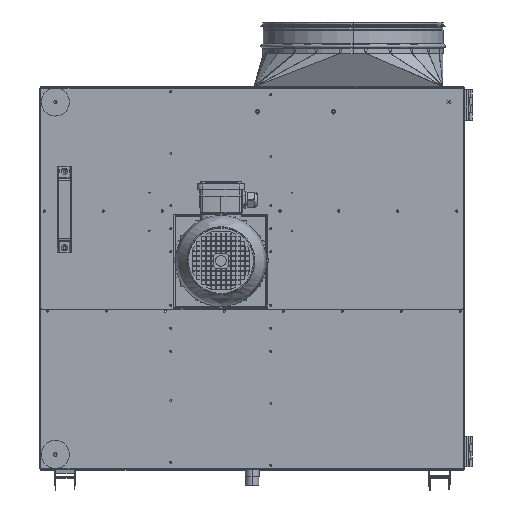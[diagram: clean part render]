
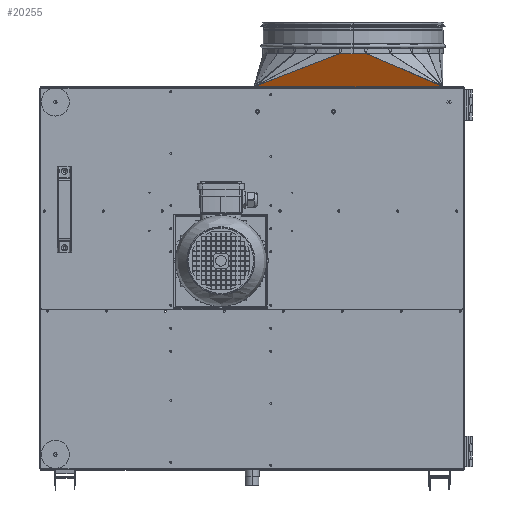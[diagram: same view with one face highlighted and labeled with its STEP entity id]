
A CAD part, top view. The second image highlights one B-rep face of the part: STEP entity #20255.
In plain terms, the highlighted planar face has unit normal (0, -0.472, 0.881).
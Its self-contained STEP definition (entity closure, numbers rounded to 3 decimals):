
#1470 = CARTESIAN_POINT ( 'NONE',  ( 373.815, 375.74, 320. ) ) ;
#2853 = DIRECTION ( 'NONE',  ( 0., 0.881, 0.473 ) ) ;
#5557 = CARTESIAN_POINT ( 'NONE',  ( 3.715, 375.74, 320. ) ) ;
#6478 = CARTESIAN_POINT ( 'NONE',  ( 171.42, 440.24, 354.582 ) ) ;
#7060 = EDGE_CURVE ( 'NONE', #26395, #51720, #108595, .T. ) ;
#10863 = DIRECTION ( 'NONE',  ( -1., 0., 0. ) ) ;
#16096 = ORIENTED_EDGE ( 'NONE', *, *, #89861, .F. ) ;
#17072 = ORIENTED_EDGE ( 'NONE', *, *, #58111, .F. ) ;
#20177 = VERTEX_POINT ( 'NONE', #103734 ) ;
#20255 = ADVANCED_FACE ( 'NONE', ( #85272 ), #49402, .T. ) ;
#21875 = VERTEX_POINT ( 'NONE', #59652 ) ;
#22585 = CARTESIAN_POINT ( 'NONE',  ( 373.815, 375.74, 320. ) ) ;
#24339 = DIRECTION ( 'NONE',  ( -1., 0., 0. ) ) ;
#26395 = VERTEX_POINT ( 'NONE', #6478 ) ;
#30975 = ORIENTED_EDGE ( 'NONE', *, *, #110916, .F. ) ;
#34049 = VECTOR ( 'NONE', #80353, 1000. ) ;
#36017 = CARTESIAN_POINT ( 'NONE',  ( 372.755, 375.74, 320. ) ) ;
#36674 = VERTEX_POINT ( 'NONE', #86397 ) ;
#36860 = AXIS2_PLACEMENT_3D ( 'NONE', #114699, #58813, #2853 ) ;
#42009 = ORIENTED_EDGE ( 'NONE', *, *, #7060, .T. ) ;
#43829 = DIRECTION ( 'NONE',  ( 0.899, -0.387, -0.207 ) ) ;
#48142 = VECTOR ( 'NONE', #43829, 1000. ) ;
#49402 = PLANE ( 'NONE',  #36860 ) ;
#51518 = VECTOR ( 'NONE', #10863, 1000. ) ;
#51617 = LINE ( 'NONE', #100580, #98392 ) ;
#51633 = DIRECTION ( 'NONE',  ( -1., 0., 0. ) ) ;
#51720 = VERTEX_POINT ( 'NONE', #71287 ) ;
#52144 = VERTEX_POINT ( 'NONE', #68306 ) ;
#52976 = VECTOR ( 'NONE', #24339, 1000. ) ;
#53134 = VERTEX_POINT ( 'NONE', #36017 ) ;
#53974 = DIRECTION ( 'NONE',  ( -1., 0., 0. ) ) ;
#58111 = EDGE_CURVE ( 'NONE', #21875, #51720, #60582, .T. ) ;
#58813 = DIRECTION ( 'NONE',  ( 0., -0.473, 0.881 ) ) ;
#59652 = CARTESIAN_POINT ( 'NONE',  ( 4.545, 375.74, 320. ) ) ;
#60206 = ORIENTED_EDGE ( 'NONE', *, *, #85401, .F. ) ;
#60412 = VECTOR ( 'NONE', #74057, 1000. ) ;
#60582 = LINE ( 'NONE', #104010, #104364 ) ;
#64871 = LINE ( 'NONE', #98200, #86782 ) ;
#66499 = DIRECTION ( 'NONE',  ( -1., 0., 0. ) ) ;
#68167 = EDGE_CURVE ( 'NONE', #52144, #21875, #99752, .T. ) ;
#68306 = CARTESIAN_POINT ( 'NONE',  ( 5.081, 375.74, 320. ) ) ;
#71287 = CARTESIAN_POINT ( 'NONE',  ( 3.715, 375.74, 320. ) ) ;
#74057 = DIRECTION ( 'NONE',  ( -1., 0., 0. ) ) ;
#76014 = EDGE_CURVE ( 'NONE', #82468, #53134, #76382, .T. ) ;
#76382 = LINE ( 'NONE', #1470, #51518 ) ;
#80353 = DIRECTION ( 'NONE',  ( -0.917, -0.353, -0.189 ) ) ;
#82468 = VERTEX_POINT ( 'NONE', #22585 ) ;
#84433 = ORIENTED_EDGE ( 'NONE', *, *, #110656, .T. ) ;
#85242 = LINE ( 'NONE', #120094, #60412 ) ;
#85272 = FACE_OUTER_BOUND ( 'NONE', #91705, .T. ) ;
#85401 = EDGE_CURVE ( 'NONE', #36674, #82468, #94964, .T. ) ;
#86397 = CARTESIAN_POINT ( 'NONE',  ( 223.988, 440.24, 354.582 ) ) ;
#86782 = VECTOR ( 'NONE', #51633, 1000. ) ;
#89754 = CARTESIAN_POINT ( 'NONE',  ( 373.815, 375.74, 320. ) ) ;
#89861 = EDGE_CURVE ( 'NONE', #20177, #52144, #51617, .T. ) ;
#91705 = EDGE_LOOP ( 'NONE', ( #60206, #84433, #42009, #17072, #102824, #16096, #30975, #107745 ) ) ;
#94964 = LINE ( 'NONE', #109151, #48142 ) ;
#98200 = CARTESIAN_POINT ( 'NONE',  ( 197.773, 440.24, 354.582 ) ) ;
#98392 = VECTOR ( 'NONE', #53974, 1000. ) ;
#99752 = LINE ( 'NONE', #89754, #52976 ) ;
#100580 = CARTESIAN_POINT ( 'NONE',  ( 373.815, 375.74, 320. ) ) ;
#102824 = ORIENTED_EDGE ( 'NONE', *, *, #68167, .F. ) ;
#103734 = CARTESIAN_POINT ( 'NONE',  ( 372.449, 375.74, 320. ) ) ;
#104010 = CARTESIAN_POINT ( 'NONE',  ( 373.815, 375.74, 320. ) ) ;
#104364 = VECTOR ( 'NONE', #66499, 1000. ) ;
#107745 = ORIENTED_EDGE ( 'NONE', *, *, #76014, .F. ) ;
#108595 = LINE ( 'NONE', #5557, #34049 ) ;
#109151 = CARTESIAN_POINT ( 'NONE',  ( 222.827, 440.74, 354.85 ) ) ;
#110656 = EDGE_CURVE ( 'NONE', #36674, #26395, #64871, .T. ) ;
#110916 = EDGE_CURVE ( 'NONE', #53134, #20177, #85242, .T. ) ;
#114699 = CARTESIAN_POINT ( 'NONE',  ( 197.773, 368.175, 315.944 ) ) ;
#120094 = CARTESIAN_POINT ( 'NONE',  ( 373.815, 375.74, 320. ) ) ;
